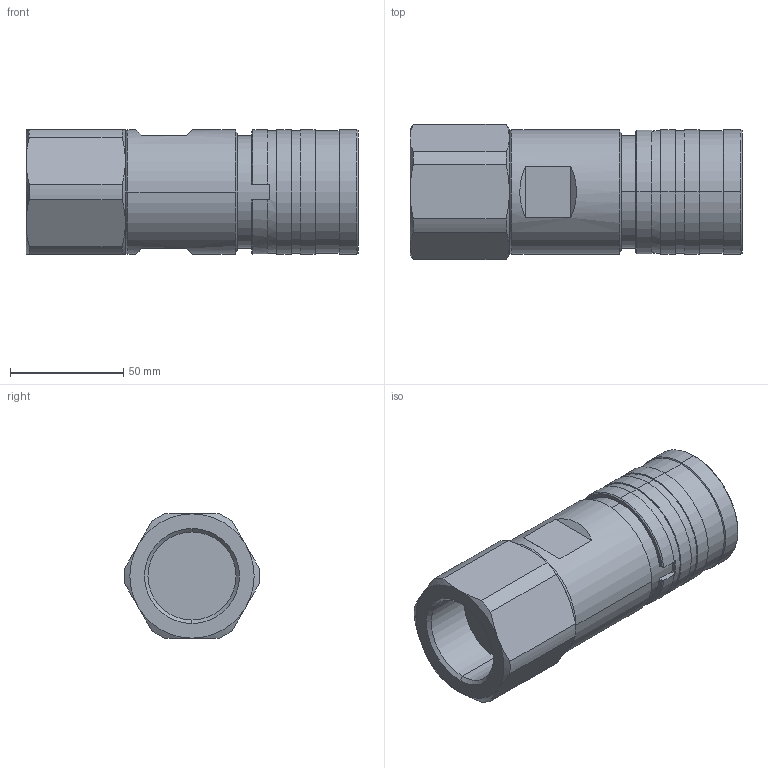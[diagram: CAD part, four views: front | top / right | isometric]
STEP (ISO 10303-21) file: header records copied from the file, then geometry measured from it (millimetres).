
FILE_DESCRIPTION (( 'STEP AP214' ), '1' );
FILE_NAME ('FEC-1001-20FB.STEP', '2015-08-26T09:26:17', ( 'admin' ), ( 'Microsoft' ), 'SwSTEP 2.0', 'SolidWorks 2009', '' );
FILE_SCHEMA (( 'AUTOMOTIVE_DESIGN' ));
Length unit declared in the file: millimetre
Products named in the file (1): FEC-1001-20FB
Bounding box: 146.85 x 59.96 x 55 mm (x, y, z)
Volume: 323044 mm3; surface area: 40399.1 mm2
Topology: 1 solids, 1 shells, 144 faces, 322 edges, 195 vertices
Faces by surface type: cylinder 52, cone 39, plane 36, torus 15, bspline 2
Entity records: 4303 total; most frequent: CARTESIAN_POINT 1064, DIRECTION 714, ORIENTED_EDGE 644, EDGE_CURVE 322, AXIS2_PLACEMENT_3D 301, VERTEX_POINT 195, EDGE_LOOP 159, CIRCLE 158
